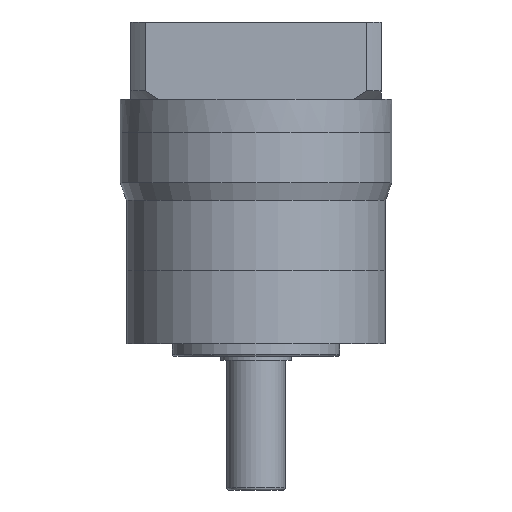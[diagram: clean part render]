
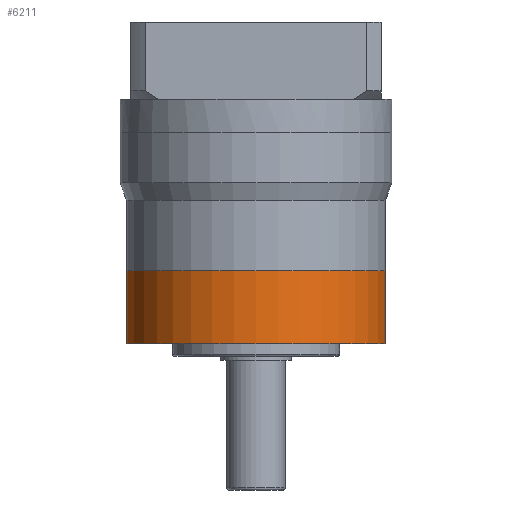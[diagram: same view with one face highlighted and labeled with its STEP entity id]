
A CAD part, front view. The second image highlights one B-rep face of the part: STEP entity #6211.
In plain terms, the highlighted cylindrical face has radius 31 mm (diameter 62 mm), a partial arc.
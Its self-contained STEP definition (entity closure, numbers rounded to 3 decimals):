
#128 = EDGE_CURVE ( 'NONE', #6058, #4660, #7544, .T. ) ;
#193 = VERTEX_POINT ( 'NONE', #3971 ) ;
#203 = EDGE_CURVE ( 'NONE', #4362, #193, #6650, .T. ) ;
#355 = DIRECTION ( 'NONE',  ( -1., 0., 0. ) ) ;
#367 = DIRECTION ( 'NONE',  ( 0., 0., -1. ) ) ;
#379 = CARTESIAN_POINT ( 'NONE',  ( 0., 0., -41. ) ) ;
#610 = FACE_OUTER_BOUND ( 'NONE', #3176, .T. ) ;
#636 = ORIENTED_EDGE ( 'NONE', *, *, #128, .T. ) ;
#1436 = EDGE_CURVE ( 'NONE', #4660, #193, #2122, .T. ) ;
#1577 = ORIENTED_EDGE ( 'NONE', *, *, #203, .F. ) ;
#1589 = EDGE_CURVE ( 'NONE', #6058, #4362, #7805, .T. ) ;
#2122 = CIRCLE ( 'NONE', #7236, 31. ) ;
#2523 = ORIENTED_EDGE ( 'NONE', *, *, #1436, .T. ) ;
#3173 = DIRECTION ( 'NONE',  ( 0., 0., 1. ) ) ;
#3176 = EDGE_LOOP ( 'NONE', ( #1577, #5275, #636, #2523 ) ) ;
#3192 = CARTESIAN_POINT ( 'NONE',  ( -31., 0., -58.5 ) ) ;
#3698 = CYLINDRICAL_SURFACE ( 'NONE', #7310, 31. ) ;
#3971 = CARTESIAN_POINT ( 'NONE',  ( -31., 0., -41. ) ) ;
#3996 = CARTESIAN_POINT ( 'NONE',  ( 31., 0., -58.5 ) ) ;
#4135 = CARTESIAN_POINT ( 'NONE',  ( 0., 0., -58.5 ) ) ;
#4235 = DIRECTION ( 'NONE',  ( 0., 0., 1. ) ) ;
#4362 = VERTEX_POINT ( 'NONE', #3192 ) ;
#4481 = CARTESIAN_POINT ( 'NONE',  ( 0., 0., -58.5 ) ) ;
#4617 = DIRECTION ( 'NONE',  ( -1., 0., 0. ) ) ;
#4635 = DIRECTION ( 'NONE',  ( 1., 0., 0. ) ) ;
#4660 = VERTEX_POINT ( 'NONE', #7819 ) ;
#4983 = DIRECTION ( 'NONE',  ( 0., 0., -1. ) ) ;
#5275 = ORIENTED_EDGE ( 'NONE', *, *, #1589, .F. ) ;
#5359 = CARTESIAN_POINT ( 'NONE',  ( -31., 0., -58.5 ) ) ;
#5457 = DIRECTION ( 'NONE',  ( 0., 0., 1. ) ) ;
#6058 = VERTEX_POINT ( 'NONE', #8204 ) ;
#6211 = ADVANCED_FACE ( 'NONE', ( #610 ), #3698, .T. ) ;
#6527 = AXIS2_PLACEMENT_3D ( 'NONE', #4481, #4983, #4617 ) ;
#6546 = VECTOR ( 'NONE', #5457, 1000. ) ;
#6650 = LINE ( 'NONE', #5359, #6546 ) ;
#7231 = VECTOR ( 'NONE', #4235, 1000. ) ;
#7236 = AXIS2_PLACEMENT_3D ( 'NONE', #379, #367, #355 ) ;
#7310 = AXIS2_PLACEMENT_3D ( 'NONE', #4135, #3173, #4635 ) ;
#7544 = LINE ( 'NONE', #3996, #7231 ) ;
#7805 = CIRCLE ( 'NONE', #6527, 31. ) ;
#7819 = CARTESIAN_POINT ( 'NONE',  ( 31., 0., -41. ) ) ;
#8204 = CARTESIAN_POINT ( 'NONE',  ( 31., 0., -58.5 ) ) ;
